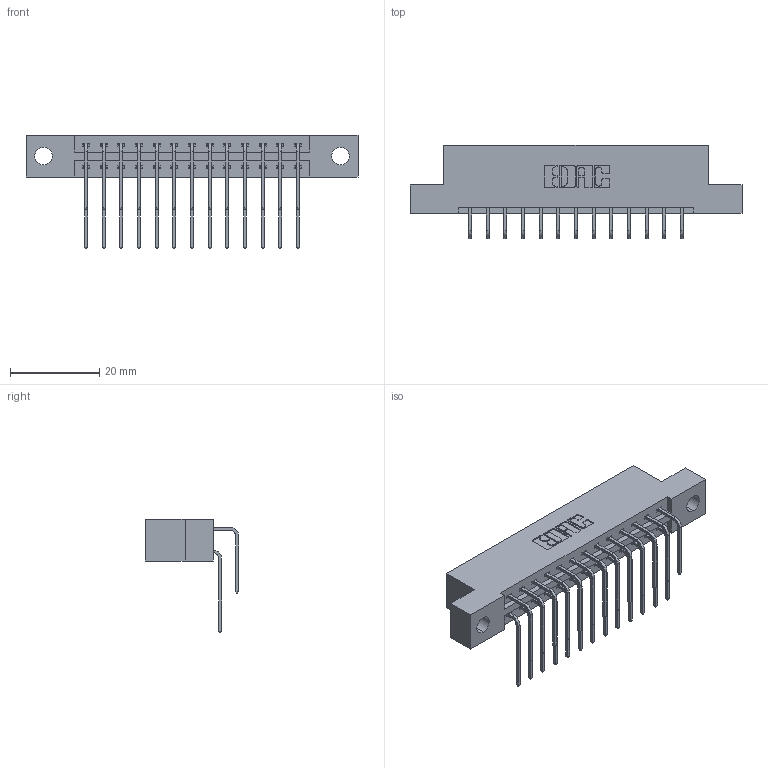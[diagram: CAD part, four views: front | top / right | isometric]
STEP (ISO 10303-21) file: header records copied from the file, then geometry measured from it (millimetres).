
FILE_DESCRIPTION (( 'STEP AP203' ), '1' );
FILE_NAME ('337-026-559-204.STEP', '2018-08-06T06:42:53', ( '' ), ( '' ), 'SwSTEP 2.0', 'SolidWorks 2016', '' );
FILE_SCHEMA (( 'CONFIG_CONTROL_DESIGN' ));
Length unit declared in the file: inch
Products named in the file (4): 337 Part_Flush Mounting Lugs - 0.156 Dia-TH; 345-292-001_558 559 Tail - 1; 345-292-001_559 Tail - 2; 337-026-559-204
Assembly tree (27 placements, depth 2):
  337-026-559-204
    337 Part_Flush Mounting Lugs - 0.156 Dia-TH
    345-292-001_558 559 Tail - 1  x13
    345-292-001_559 Tail - 2  x13
Bounding box: 74.52 x 20.9 x 25.53 mm (x, y, z)
Volume: 7530 mm3; surface area: 8781.5 mm2
Topology: 27 solids, 27 shells, 1570 faces, 4653 edges, 3066 vertices
Faces by surface type: plane 1110, cylinder 460
Entity records: 15617 total; most frequent: CARTESIAN_POINT 2701, ORIENTED_EDGE 2586, DIRECTION 2333, EDGE_CURVE 1293, VECTOR 1125, LINE 1125, VERTEX_POINT 858, AXIS2_PLACEMENT_3D 604
